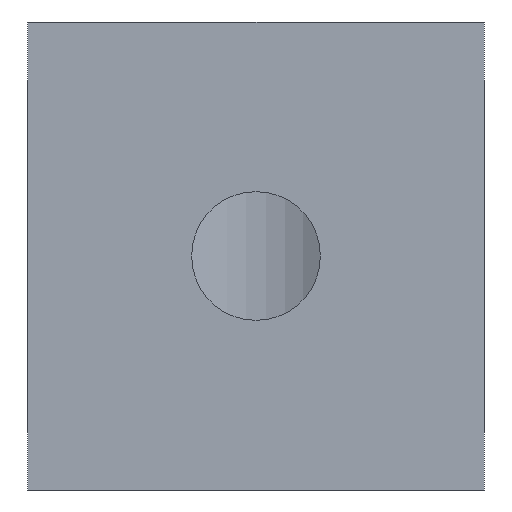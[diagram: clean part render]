
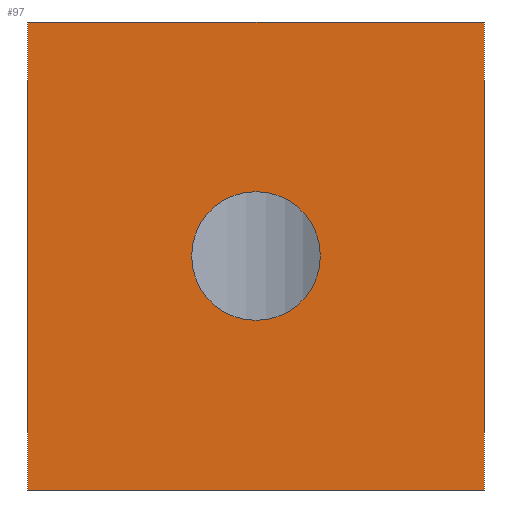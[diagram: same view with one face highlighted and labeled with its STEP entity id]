
A CAD part, front view. The second image highlights one B-rep face of the part: STEP entity #97.
In plain terms, the highlighted planar face has unit normal (0, -1, 0).
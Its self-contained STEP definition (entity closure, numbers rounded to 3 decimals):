
#97 = ADVANCED_FACE( '', ( #166, #167 ), #168, .F. );
#166 = FACE_BOUND( '', #260, .T. );
#167 = FACE_OUTER_BOUND( '', #261, .T. );
#168 = PLANE( '', #262 );
#260 = EDGE_LOOP( '', ( #482 ) );
#261 = EDGE_LOOP( '', ( #483, #484, #485, #486 ) );
#262 = AXIS2_PLACEMENT_3D( '', #487, #488, #489 );
#482 = ORIENTED_EDGE( '', *, *, #649, .T. );
#483 = ORIENTED_EDGE( '', *, *, #714, .T. );
#484 = ORIENTED_EDGE( '', *, *, #700, .T. );
#485 = ORIENTED_EDGE( '', *, *, #715, .F. );
#486 = ORIENTED_EDGE( '', *, *, #698, .F. );
#487 = CARTESIAN_POINT( '', ( -9.75, -9.5, 7.5 ) );
#488 = DIRECTION( '', ( 0., 1., 0. ) );
#489 = DIRECTION( '', ( 0., 0., 1. ) );
#649 = EDGE_CURVE( '', #761, #761, #762, .T. );
#698 = EDGE_CURVE( '', #850, #847, #852, .T. );
#700 = EDGE_CURVE( '', #855, #853, #856, .T. );
#714 = EDGE_CURVE( '', #850, #855, #876, .T. );
#715 = EDGE_CURVE( '', #847, #853, #877, .T. );
#761 = VERTEX_POINT( '', #931 );
#762 = CIRCLE( '', #932, 2.75 );
#847 = VERTEX_POINT( '', #1049 );
#850 = VERTEX_POINT( '', #1054 );
#852 = LINE( '', #1057, #1058 );
#853 = VERTEX_POINT( '', #1059 );
#855 = VERTEX_POINT( '', #1062 );
#856 = LINE( '', #1063, #1064 );
#876 = LINE( '', #1094, #1095 );
#877 = LINE( '', #1096, #1097 );
#931 = CARTESIAN_POINT( '', ( 2.75, -9.5, 0. ) );
#932 = AXIS2_PLACEMENT_3D( '', #1176, #1177, #1178 );
#1049 = CARTESIAN_POINT( '', ( 9.75, -9.5, 10. ) );
#1054 = CARTESIAN_POINT( '', ( -9.75, -9.5, 10. ) );
#1057 = CARTESIAN_POINT( '', ( -9.75, -9.5, 10. ) );
#1058 = VECTOR( '', #1253, 1000. );
#1059 = CARTESIAN_POINT( '', ( 9.75, -9.5, -10. ) );
#1062 = CARTESIAN_POINT( '', ( -9.75, -9.5, -10. ) );
#1063 = CARTESIAN_POINT( '', ( -9.75, -9.5, -10. ) );
#1064 = VECTOR( '', #1255, 1000. );
#1094 = CARTESIAN_POINT( '', ( -9.75, -9.5, 7.5 ) );
#1095 = VECTOR( '', #1275, 1000. );
#1096 = CARTESIAN_POINT( '', ( 9.75, -9.5, 7.5 ) );
#1097 = VECTOR( '', #1276, 1000. );
#1176 = CARTESIAN_POINT( '', ( 0., -9.5, 0. ) );
#1177 = DIRECTION( '', ( 0., 1., 0. ) );
#1178 = DIRECTION( '', ( 1., 0., 0. ) );
#1253 = DIRECTION( '', ( 1., 0., 0. ) );
#1255 = DIRECTION( '', ( 1., 0., 0. ) );
#1275 = DIRECTION( '', ( 0., 0., -1. ) );
#1276 = DIRECTION( '', ( 0., 0., -1. ) );
